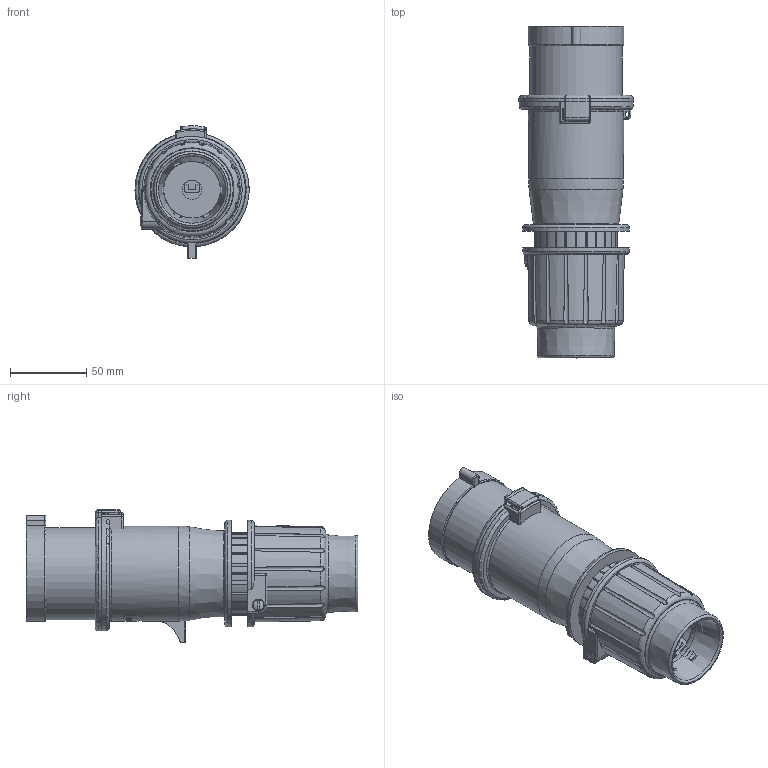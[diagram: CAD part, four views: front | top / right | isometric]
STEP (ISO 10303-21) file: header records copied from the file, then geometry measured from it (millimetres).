
FILE_DESCRIPTION(/* description */ (''),/* implementation_level */ '2;1');
FILE_NAME(/* name */ '4003557.stp',/* time_stamp */ '2019-11-04T08:11:14+01:00',/* author */ (''),/* organization */ (''),/* preprocessor_version */ 'ST-DEVELOPER v16.7',/* originating_system */ 'SIEMENS PLM Software NX 1888',/* authorisation */ '');
FILE_SCHEMA (('AUTOMOTIVE_DESIGN { 1 0 10303 214 3 1 1 1 }'));
Products named in the file (1): BSOMB26489C0foh8
Bounding box: 74.94 x 218 x 86.98 mm (x, y, z)
Volume: 256915.9 mm3; surface area: 183123.1 mm2
Topology: 14 solids, 14 shells, 1359 faces, 3603 edges, 2324 vertices
Faces by surface type: plane 545, cylinder 428, cone 141, bspline 129, torus 101, sphere 15
Full cylindrical faces by diameter (mm): 1.5 x1, 1.8 x3, 2 x1, 2.4 x1, 2.7 x3, 2.8 x10, 3 x1, 3.5 x1, 4.2 x5, 4.5 x1, 4.7 x5, 5 x2, 5.5 x6, 5.8 x1, 6 x5, 6.3 x4, 6.9 x1, 7.938 x1, 8 x4, 8.3 x5, 9.002 x1, 9.3 x1, 11 x4, 12 x1, 12.7 x1, 15.88 x1, 15.92 x1, 18.98 x1, 19.02 x1, 22.18 x1
Entity records: 54962 total; most frequent: CARTESIAN_POINT 23215, ORIENTED_EDGE 6720, DIRECTION 6176, EDGE_CURVE 3360, AXIS2_PLACEMENT_3D 2387, VERTEX_POINT 2257, EDGE_LOOP 1652, LINE 1402
